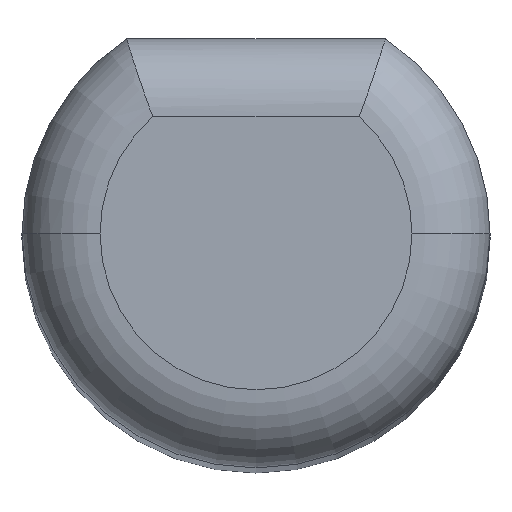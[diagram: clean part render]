
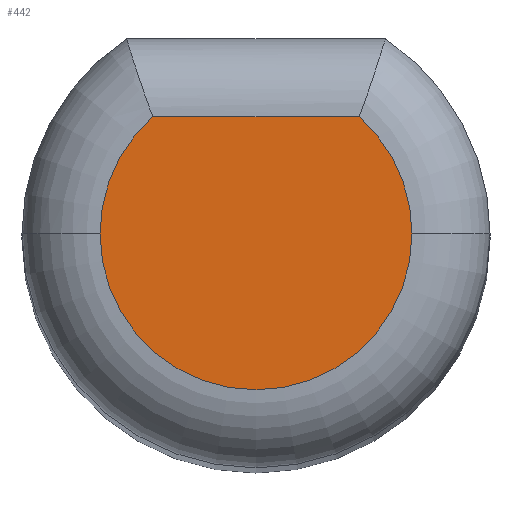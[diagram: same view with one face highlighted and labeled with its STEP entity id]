
A CAD part, top view. The second image highlights one B-rep face of the part: STEP entity #442.
In plain terms, the highlighted planar face has unit normal (0, 0, 1).
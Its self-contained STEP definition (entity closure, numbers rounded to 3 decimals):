
#5 = CARTESIAN_POINT ( 'NONE',  ( 22.586, 22.594, 44.352 ) ) ;
#27 = CIRCLE ( 'NONE', #110, 2. ) ;
#28 = DIRECTION ( 'NONE',  ( 0., 0., 1. ) ) ;
#29 = DIRECTION ( 'NONE',  ( 1., 0., 0. ) ) ;
#43 = AXIS2_PLACEMENT_3D ( 'NONE', #5, #228, #229 ) ;
#48 = VERTEX_POINT ( 'NONE', #398 ) ;
#55 = LINE ( 'NONE', #407, #84 ) ;
#56 = CIRCLE ( 'NONE', #505, 2. ) ;
#76 = CARTESIAN_POINT ( 'NONE',  ( 22.586, 22.594, 44.352 ) ) ;
#79 = ORIENTED_EDGE ( 'NONE', *, *, #414, .T. ) ;
#84 = VECTOR ( 'NONE', #438, 1000. ) ;
#110 = AXIS2_PLACEMENT_3D ( 'NONE', #177, #514, #172 ) ;
#117 = VERTEX_POINT ( 'NONE', #540 ) ;
#172 = DIRECTION ( 'NONE',  ( 1., 0., 0. ) ) ;
#177 = CARTESIAN_POINT ( 'NONE',  ( 22.586, 22.594, 44.352 ) ) ;
#210 = EDGE_LOOP ( 'NONE', ( #386, #326, #79, #298 ) ) ;
#214 = PLANE ( 'NONE',  #43 ) ;
#228 = DIRECTION ( 'NONE',  ( 0., 0., 1. ) ) ;
#229 = DIRECTION ( 'NONE',  ( 1., 0., 0. ) ) ;
#263 = VERTEX_POINT ( 'NONE', #403 ) ;
#275 = VERTEX_POINT ( 'NONE', #631 ) ;
#298 = ORIENTED_EDGE ( 'NONE', *, *, #458, .T. ) ;
#326 = ORIENTED_EDGE ( 'NONE', *, *, #467, .T. ) ;
#327 = EDGE_CURVE ( 'NONE', #263, #117, #27, .T. ) ;
#386 = ORIENTED_EDGE ( 'NONE', *, *, #327, .T. ) ;
#398 = CARTESIAN_POINT ( 'NONE',  ( 24.586, 22.594, 44.352 ) ) ;
#403 = CARTESIAN_POINT ( 'NONE',  ( 21.263, 24.094, 44.352 ) ) ;
#407 = CARTESIAN_POINT ( 'NONE',  ( 22.586, 24.094, 44.352 ) ) ;
#414 = EDGE_CURVE ( 'NONE', #48, #275, #534, .T. ) ;
#424 = CARTESIAN_POINT ( 'NONE',  ( 22.586, 22.594, 44.352 ) ) ;
#425 = DIRECTION ( 'NONE',  ( 0., 0., 1. ) ) ;
#427 = DIRECTION ( 'NONE',  ( 1., 0., 0. ) ) ;
#438 = DIRECTION ( 'NONE',  ( -1., 0., 0. ) ) ;
#442 = ADVANCED_FACE ( 'NONE', ( #445 ), #214, .T. ) ;
#445 = FACE_OUTER_BOUND ( 'NONE', #210, .T. ) ;
#458 = EDGE_CURVE ( 'NONE', #275, #263, #55, .T. ) ;
#461 = AXIS2_PLACEMENT_3D ( 'NONE', #76, #28, #29 ) ;
#467 = EDGE_CURVE ( 'NONE', #117, #48, #56, .T. ) ;
#505 = AXIS2_PLACEMENT_3D ( 'NONE', #424, #425, #427 ) ;
#514 = DIRECTION ( 'NONE',  ( 0., 0., 1. ) ) ;
#534 = CIRCLE ( 'NONE', #461, 2. ) ;
#540 = CARTESIAN_POINT ( 'NONE',  ( 20.586, 22.594, 44.352 ) ) ;
#631 = CARTESIAN_POINT ( 'NONE',  ( 23.909, 24.094, 44.352 ) ) ;
